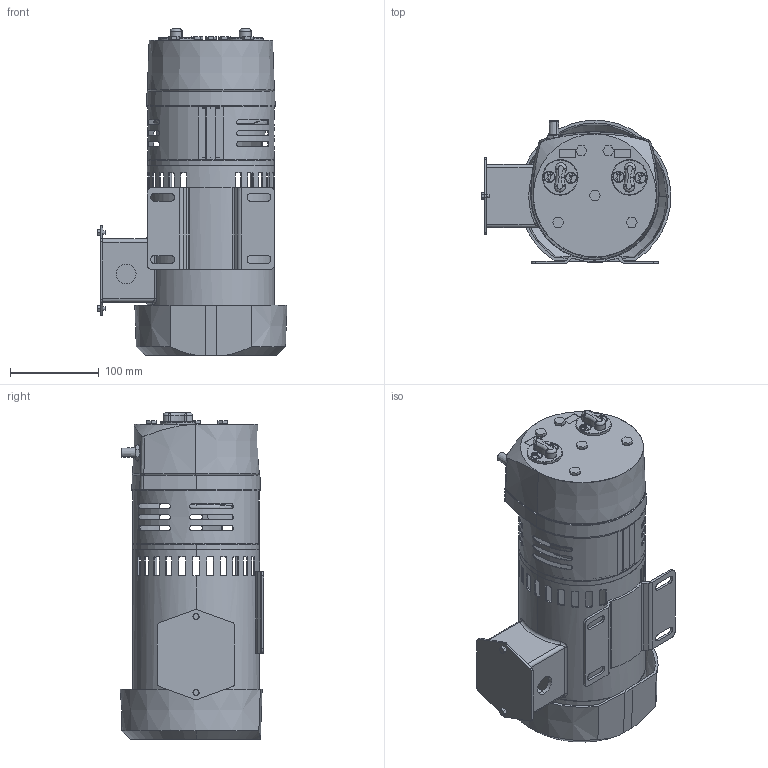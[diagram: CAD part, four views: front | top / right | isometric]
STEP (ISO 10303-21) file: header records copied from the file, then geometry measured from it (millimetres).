
FILE_DESCRIPTION (( 'STEP AP203' ), '1' );
FILE_NAME ('0523-101Q-G181D.STEP', '2025-05-06T13:25:50', ( '' ), ( '' ), 'SwSTEP 2.0', 'SolidWorks 2023', '' );
FILE_SCHEMA (( 'CONFIG_CONTROL_DESIGN' ));
Length unit declared in the file: inch
Products named in the file (28): BB624; AK501; G181D_#8-32 HEX HEAD_IMPORTED; G181D_MOTORSHROUD_IMPORTED; AK502; 0523-101Q-G181D; AK519; AK526; AK510; G181D_MOTORSHELL_IMPORTED; AH775; AK524; G181D_IMPORTED; G181D_MOTORSARMATURE_IMPORTED; AF104F; G181D_ENDBELL_IMPORTED; G181D_FRAMEFAN_IMPORTED; AK505; AK840A
Assembly tree (24 placements, depth 3):
  0523-101Q-G181D
    BB624
    AF104F
    AK840A
    AK501
    AK502
    AK505
    AK519
    AK526
      AK510
    AK526
      AK510
    BB624
    BB624
    BB624
    BB624
    G181D_IMPORTED
      G181D_#8-32 HEX HEAD_IMPORTED
      G181D_#8-32 HEX HEAD_IMPORTED
      G181D_#8-32 HEX HEAD_IMPORTED
      G181D_#8-32 HEX HEAD_IMPORTED
      G181D_ENDBELL_IMPORTED
      G181D_MOTORSARMATURE_IMPORTED
      G181D_MOTORSHELL_IMPORTED
      G181D_MOTORSHROUD_IMPORTED
  AH775
  AK524
  G181D_FRAMEFAN_IMPORTED
Bounding box: 213.28 x 161.67 x 367.14 mm (x, y, z)
Volume: 886820 mm3; surface area: 518469.1 mm2
Topology: 21 solids, 21 shells, 1536 faces, 4173 edges, 2724 vertices
Faces by surface type: cylinder 685, plane 545, cone 133, torus 114, bspline 47, sphere 12
Entity records: 61814 total; most frequent: CARTESIAN_POINT 20485, ORIENTED_EDGE 8346, DIRECTION 7746, EDGE_CURVE 4173, AXIS2_PLACEMENT_3D 3021, VERTEX_POINT 2724, EDGE_LOOP 1763, VECTOR 1704
